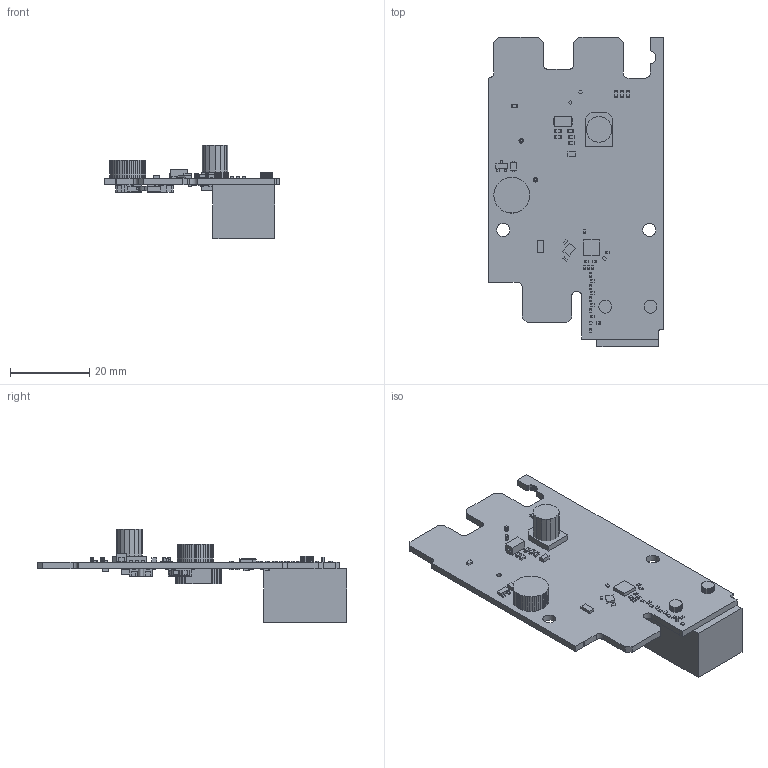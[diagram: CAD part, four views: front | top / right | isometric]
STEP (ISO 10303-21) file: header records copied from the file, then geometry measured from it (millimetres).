
FILE_DESCRIPTION(('Open CASCADE Model'),'2;1');
FILE_NAME('Open CASCADE Shape Model','2017-06-19T08:54:52',('Author'),( 'Open CASCADE'),'Open CASCADE STEP processor 6.8','Open CASCADE 6.8' ,'Unknown');
FILE_SCHEMA(('AUTOMOTIVE_DESIGN { 1 0 10303 214 1 1 1 1 }'));
Length unit declared in the file: millimetre
Products named in the file (158): PCB; Board; Ant1; 679502768; Extruded; B1; 679500048; B+1; B-1; C10; 776723944; 776723808; C11; 679492160; 679492024; C12; 776724488; C13; 679501816; C14; 679496920; 776737272; C15; C16; 776724216; 776724080; C17; C18; C19; 679495424; 679495560; C20; C21; C22; C23; C24; C25; 776734552; 776734688; C26 ...
Assembly tree (262 placements, depth 4):
  PCB
    Board
    Ant1
      679502768
        Extruded
    B1
      679500048
        Extruded
    B+1
      679502768
        Extruded
    B-1
      679502768
        Extruded
    C10
      776723944
        Extruded
      776723808  x2
        Extruded
    C11
      679492160  x2
        Extruded
      679492024
        Extruded
    C12
      776723808  x2
        Extruded
      776724488
        Extruded
    C13
      679501816
        Extruded
      679492160  x2
        Extruded
    C14
      679496920
        Extruded
      776737272
        Extruded
    C15
      776723944
        Extruded
      776723808  x2
        Extruded
    C16
      776724216  x2
        Extruded
      776724080
        Extruded
    C17
      776724216  x2
        Extruded
      776724080
        Extruded
    C18
      776724216  x2
        Extruded
      776724080
        Extruded
    C19
Bounding box: 44.32 x 77.98 x 23.48 mm (x, y, z)
Volume: 10436.9 mm3; surface area: 9974.8 mm2
Topology: 153 solids, 153 shells, 1592 faces, 3796 edges, 2530 vertices
Faces by surface type: plane 1510, cylinder 74, cone 8
Full cylindrical faces by diameter (mm): 1.118 x2, 3.302 x2
Entity records: 55661 total; most frequent: CARTESIAN_POINT 11999, DIRECTION 7834, LINE 5549, VECTOR 5549, ORIENTED_EDGE 3922, PCURVE 3922, DEFINITIONAL_REPRESENTATION 3922, EDGE_CURVE 1961
